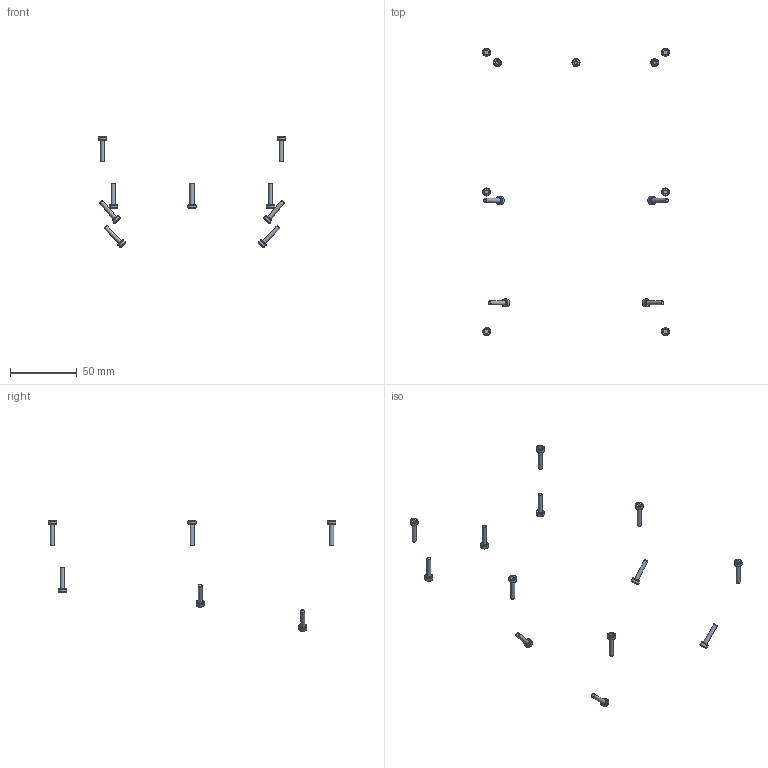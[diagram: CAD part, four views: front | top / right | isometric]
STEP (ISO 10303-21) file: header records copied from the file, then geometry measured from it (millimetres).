
FILE_DESCRIPTION(/* description */ (''),/* implementation_level */ '2;1');
FILE_NAME(/* name */ 'MF-06 screw_m3x16',/* time_stamp */ '2025-01-14T19:28:15-08:00',/* author */ (''),/* organization */ (''),/* preprocessor_version */ 'ST-DEVELOPER v16.5',/* originating_system */ 'Rhino 7.37',/* authorisation */ '');
FILE_SCHEMA (('CONFIG_CONTROL_DESIGN'));
Length unit declared in the file: millimetre
Products named in the file (1): Document
Bounding box: 140 x 215.4 x 83.29 mm (x, y, z)
Volume: 2404.4 mm3; surface area: 3524 mm2
Topology: 13 solids, 13 shells, 273 faces, 546 edges, 325 vertices
Faces by surface type: plane 130, cylinder 104, bspline 39
Full cylindrical faces by diameter (mm): 3 x13, 6 x13
Entity records: 8152 total; most frequent: CARTESIAN_POINT 4162, ORIENTED_EDGE 1092, EDGE_CURVE 546, B_SPLINE_CURVE_WITH_KNOTS 338, VERTEX_POINT 325, EDGE_LOOP 299, ADVANCED_FACE 273, FACE_OUTER_BOUND 273
